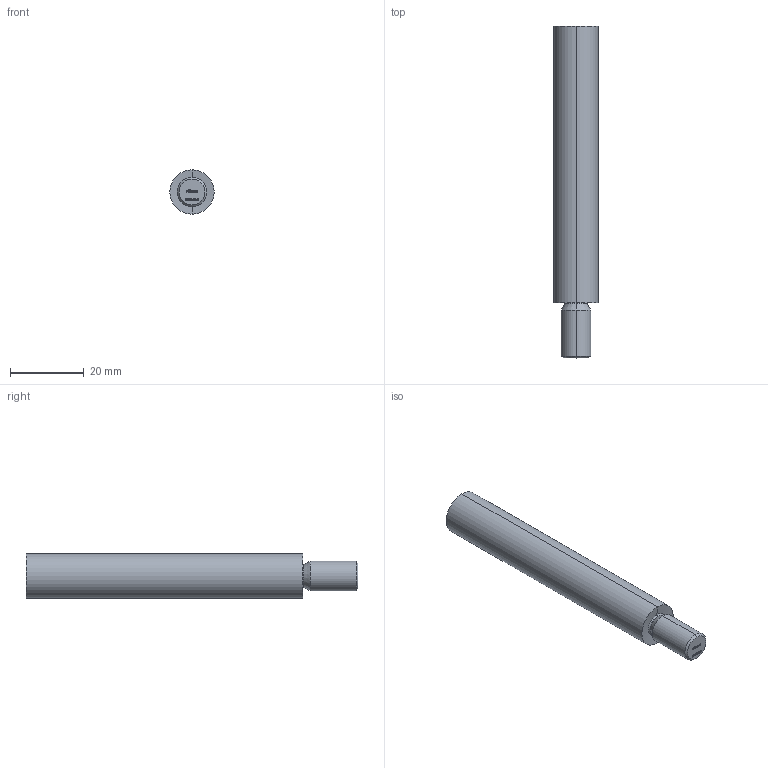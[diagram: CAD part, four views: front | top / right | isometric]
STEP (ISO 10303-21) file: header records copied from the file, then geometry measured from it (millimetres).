
FILE_DESCRIPTION (( 'STEP AP203' ), '1' );
FILE_NAME ('50236-ST-75.step', '2018-08-06T08:23:29', ( '' ), ( '' ), 'SwSTEP 2.0', 'SolidWorks 2015', '' );
FILE_SCHEMA (( 'CONFIG_CONTROL_DESIGN' ));
Length unit declared in the file: millimetre
Products named in the file (1): 50236-ST-75
Bounding box: 12 x 90 x 12 mm (x, y, z)
Volume: 9197.6 mm3; surface area: 3450.7 mm2
Topology: 1 solids, 1 shells, 259 faces, 687 edges, 454 vertices
Faces by surface type: plane 128, bspline 117, cone 6, torus 4, cylinder 4
Entity records: 14088 total; most frequent: CARTESIAN_POINT 8366, ORIENTED_EDGE 1374, DIRECTION 759, EDGE_CURVE 687, VERTEX_POINT 454, VECTOR 433, LINE 433, EDGE_LOOP 283
